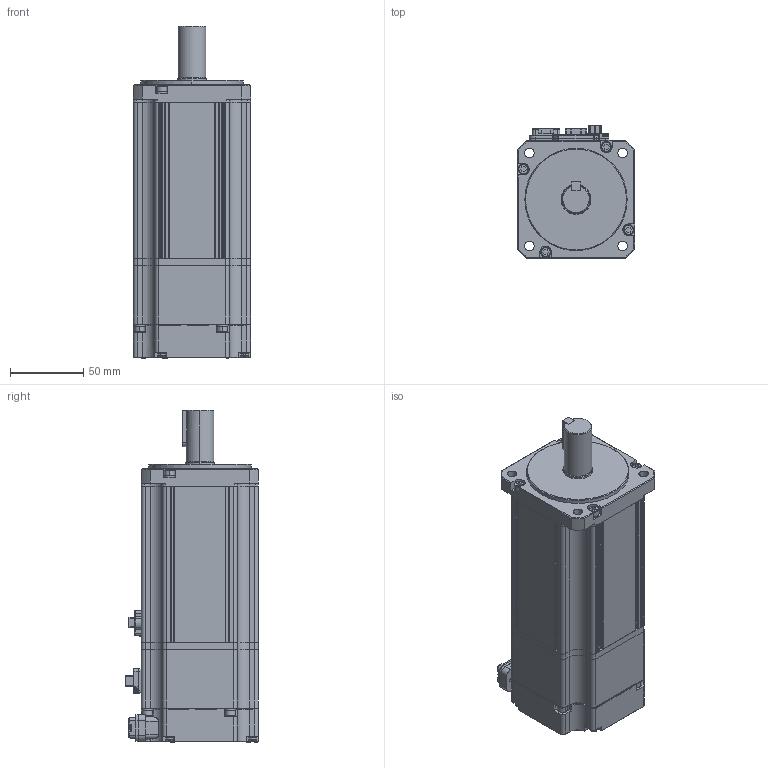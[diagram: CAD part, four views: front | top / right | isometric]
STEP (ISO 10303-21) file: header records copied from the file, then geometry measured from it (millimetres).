
FILE_DESCRIPTION (( 'STEP AP214' ), '1' );
FILE_NAME ('APMC-FCL10AYK2-AD.STEP', '2021-08-04T12:45:52', ( '' ), ( '' ), 'SwSTEP 2.0', 'SolidWorks 2017', '' );
FILE_SCHEMA (( 'AUTOMOTIVE_DESIGN' ));
Length unit declared in the file: inch
Products named in the file (1): APMC-FCL10AYK2-AD
Bounding box: 80 x 90.8 x 227 mm (x, y, z)
Volume: 1073531.1 mm3; surface area: 152718.7 mm2
Topology: 50 solids, 50 shells, 2072 faces, 5407 edges, 3528 vertices
Faces by surface type: plane 1317, cylinder 552, bspline 98, cone 89, torus 8, sphere 8
Entity records: 67825 total; most frequent: CARTESIAN_POINT 16148, ORIENTED_EDGE 10814, DIRECTION 10149, EDGE_CURVE 5407, LINE 3741, VECTOR 3741, VERTEX_POINT 3528, AXIS2_PLACEMENT_3D 3204
